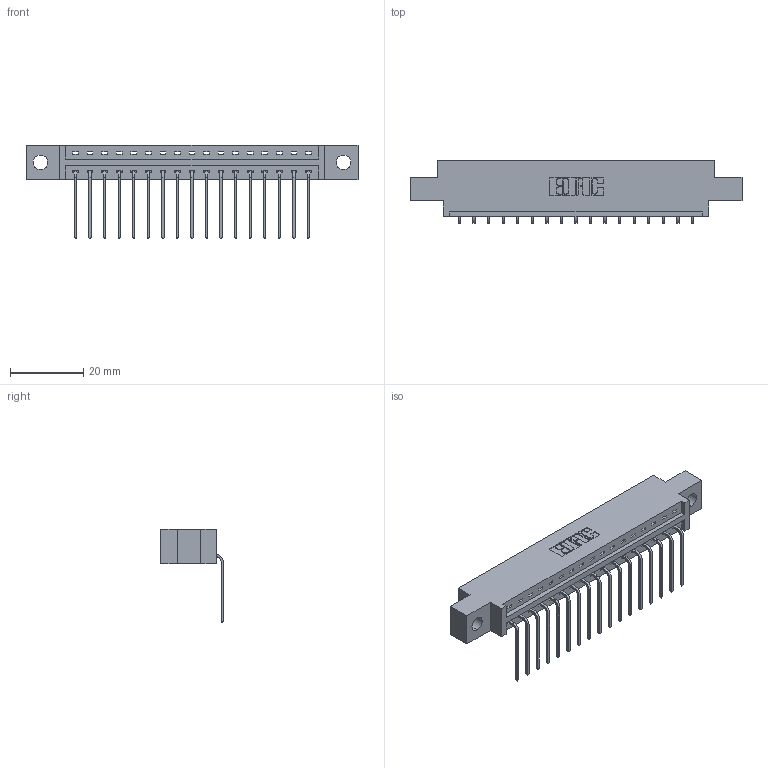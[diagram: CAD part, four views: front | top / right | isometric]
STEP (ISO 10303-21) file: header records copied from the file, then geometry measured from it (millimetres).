
FILE_DESCRIPTION (( 'STEP AP203' ), '1' );
FILE_NAME ('387-017-559-604.STEP', '2018-09-12T05:44:43', ( '' ), ( '' ), 'SwSTEP 2.0', 'SolidWorks 2016', '' );
FILE_SCHEMA (( 'CONFIG_CONTROL_DESIGN' ));
Length unit declared in the file: inch
Products named in the file (3): 337 Part_0.170 Offset - 0.156 Dia-TH; 345-292-001_558 559 Tail - 1; 387-017-559-604
Assembly tree (18 placements, depth 2):
  387-017-559-604
    337 Part_0.170 Offset - 0.156 Dia-TH
    345-292-001_558 559 Tail - 1  x17
Bounding box: 90.37 x 17.09 x 25.53 mm (x, y, z)
Volume: 8931.2 mm3; surface area: 9330 mm2
Topology: 18 solids, 18 shells, 1206 faces, 3621 edges, 2390 vertices
Faces by surface type: plane 890, cylinder 316
Entity records: 16089 total; most frequent: CARTESIAN_POINT 2809, ORIENTED_EDGE 2762, DIRECTION 2415, EDGE_CURVE 1381, LINE 1253, VECTOR 1253, VERTEX_POINT 918, AXIS2_PLACEMENT_3D 581
